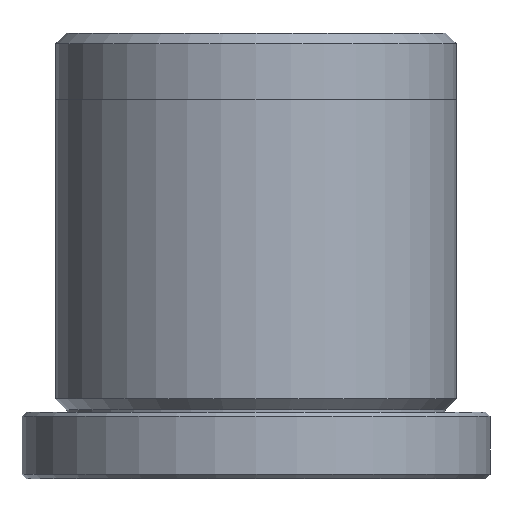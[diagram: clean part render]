
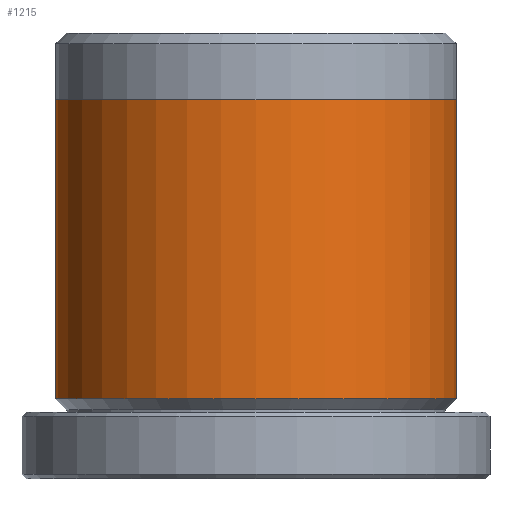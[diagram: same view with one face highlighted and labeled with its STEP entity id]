
A CAD part, front view. The second image highlights one B-rep face of the part: STEP entity #1215.
In plain terms, the highlighted cylindrical face has radius 9 mm (diameter 18 mm), a partial arc.
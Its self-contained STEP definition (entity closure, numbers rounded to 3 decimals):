
#26 = CIRCLE ( 'NONE', #994, 9. ) ;
#48 = VERTEX_POINT ( 'NONE', #1259 ) ;
#111 = CARTESIAN_POINT ( 'NONE',  ( 0., 0., 3.6 ) ) ;
#120 = AXIS2_PLACEMENT_3D ( 'NONE', #1252, #623, #498 ) ;
#132 = CARTESIAN_POINT ( 'NONE',  ( 9., 0., 20. ) ) ;
#181 = EDGE_CURVE ( 'NONE', #48, #1258, #370, .T. ) ;
#245 = DIRECTION ( 'NONE',  ( -1., 0., 0. ) ) ;
#249 = VECTOR ( 'NONE', #791, 1000. ) ;
#252 = CARTESIAN_POINT ( 'NONE',  ( 9., 0., 3.6 ) ) ;
#266 = CIRCLE ( 'NONE', #1116, 9. ) ;
#365 = LINE ( 'NONE', #132, #1323 ) ;
#370 = LINE ( 'NONE', #1533, #249 ) ;
#420 = EDGE_LOOP ( 'NONE', ( #426, #1046, #1188, #1147 ) ) ;
#426 = ORIENTED_EDGE ( 'NONE', *, *, #613, .F. ) ;
#496 = FACE_OUTER_BOUND ( 'NONE', #420, .T. ) ;
#498 = DIRECTION ( 'NONE',  ( -1., 0., 0. ) ) ;
#557 = CARTESIAN_POINT ( 'NONE',  ( 0., 0., 17. ) ) ;
#609 = CARTESIAN_POINT ( 'NONE',  ( 9., 0., 17. ) ) ;
#613 = EDGE_CURVE ( 'NONE', #885, #1266, #365, .T. ) ;
#623 = DIRECTION ( 'NONE',  ( 0., 0., -1. ) ) ;
#687 = DIRECTION ( 'NONE',  ( -1., 0., 0. ) ) ;
#791 = DIRECTION ( 'NONE',  ( 0., 0., -1. ) ) ;
#796 = CYLINDRICAL_SURFACE ( 'NONE', #120, 9. ) ;
#885 = VERTEX_POINT ( 'NONE', #609 ) ;
#898 = CARTESIAN_POINT ( 'NONE',  ( -9., 0., 3.6 ) ) ;
#915 = EDGE_CURVE ( 'NONE', #1266, #1258, #266, .T. ) ;
#994 = AXIS2_PLACEMENT_3D ( 'NONE', #557, #1431, #687 ) ;
#1006 = DIRECTION ( 'NONE',  ( 0., 0., -1. ) ) ;
#1032 = DIRECTION ( 'NONE',  ( 0., 0., -1. ) ) ;
#1046 = ORIENTED_EDGE ( 'NONE', *, *, #1405, .T. ) ;
#1116 = AXIS2_PLACEMENT_3D ( 'NONE', #111, #1006, #245 ) ;
#1147 = ORIENTED_EDGE ( 'NONE', *, *, #915, .F. ) ;
#1188 = ORIENTED_EDGE ( 'NONE', *, *, #181, .T. ) ;
#1215 = ADVANCED_FACE ( 'NONE', ( #496 ), #796, .T. ) ;
#1252 = CARTESIAN_POINT ( 'NONE',  ( 0., 0., 20. ) ) ;
#1258 = VERTEX_POINT ( 'NONE', #898 ) ;
#1259 = CARTESIAN_POINT ( 'NONE',  ( -9., 0., 17. ) ) ;
#1266 = VERTEX_POINT ( 'NONE', #252 ) ;
#1323 = VECTOR ( 'NONE', #1032, 1000. ) ;
#1405 = EDGE_CURVE ( 'NONE', #885, #48, #26, .T. ) ;
#1431 = DIRECTION ( 'NONE',  ( 0., 0., -1. ) ) ;
#1533 = CARTESIAN_POINT ( 'NONE',  ( -9., 0., 20. ) ) ;
